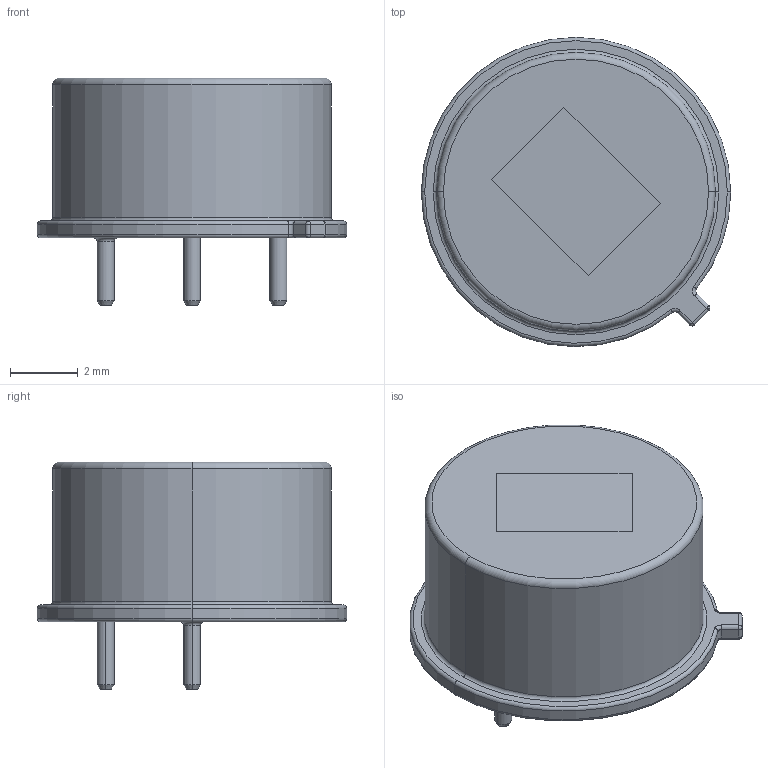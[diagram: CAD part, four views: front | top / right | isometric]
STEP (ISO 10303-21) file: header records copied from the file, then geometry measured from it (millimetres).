
FILE_DESCRIPTION (( 'STEP AP214' ), '1' );
FILE_NAME ('PIR_D203S_TO5-3.STEP', '2020-11-29T06:15:19', ( 'Bee-bee-mama' ), ( '' ), 'SwSTEP 2.0', 'SolidWorks 2018', '' );
FILE_SCHEMA (( 'AUTOMOTIVE_DESIGN' ));
Length unit declared in the file: millimetre
Products named in the file (1): PIR_D203S_TO5-3
Bounding box: 9.1 x 9.1 x 6.7 mm (x, y, z)
Volume: 255.4 mm3; surface area: 306.7 mm2
Topology: 2 solids, 2 shells, 76 faces, 161 edges, 94 vertices
Faces by surface type: cylinder 26, plane 22, torus 16, cone 6, sphere 6
Entity records: 2833 total; most frequent: DIRECTION 403, CARTESIAN_POINT 326, ORIENTED_EDGE 314, AXIS2_PLACEMENT_3D 169, EDGE_CURVE 157, VERTEX_POINT 92, CIRCLE 92, EDGE_LOOP 83
